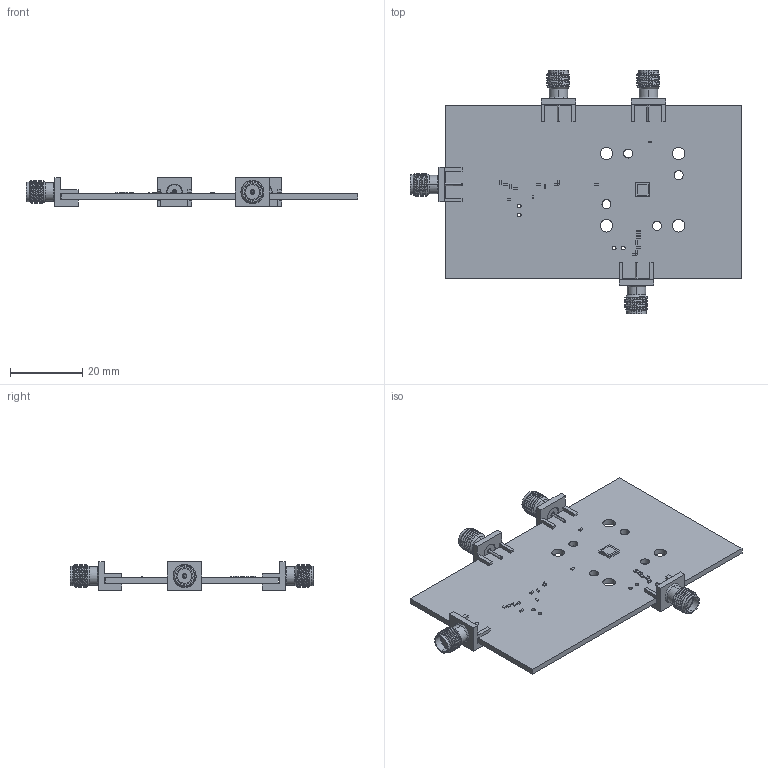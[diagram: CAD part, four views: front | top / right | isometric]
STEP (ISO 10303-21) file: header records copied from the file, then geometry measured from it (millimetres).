
FILE_DESCRIPTION(('KiCad electronic assembly'),'2;1');
FILE_NAME('AFE_Project.step','2020-04-19T23:51:05',('An Author'),( 'A Company'),'Open CASCADE STEP processor 6.9', 'KiCad to STEP converter','Unknown');
FILE_SCHEMA(('AUTOMOTIVE_DESIGN { 1 0 10303 214 1 1 1 1 }'));
Length unit declared in the file: millimetre
Products named in the file (8): Open CASCADE STEP translator 6.9 1; 0402_1x0.5x0.35_resistor; SOLID; MicroFC_30035; SMA_CINCH_142-0701-801_complete; COMPOUND
Assembly tree (28 placements, depth 3):
  Open CASCADE STEP translator 6.9 1
    0402_1x0.5x0.35_resistor  x19
      SOLID
    MicroFC_30035
      SOLID
    SMA_CINCH_142-0701-801_complete  x4
      SOLID
    COMPOUND
Bounding box: 91.67 x 67.45 x 7.92 mm (x, y, z)
Volume: 7468.4 mm3; surface area: 10559.5 mm2
Topology: 25 solids, 25 shells, 929 faces, 2106 edges, 1252 vertices
Faces by surface type: plane 461, bspline 288, cylinder 120, cone 60
Full cylindrical faces by diameter (mm): 1.016 x4, 2.5 x4, 3.45 x4
Entity records: 17156 total; most frequent: CARTESIAN_POINT 7894, DIRECTION 1431, LINE 979, VECTOR 979, ORIENTED_EDGE 968, PCURVE 968, DEFINITIONAL_REPRESENTATION 968, EDGE_CURVE 484
